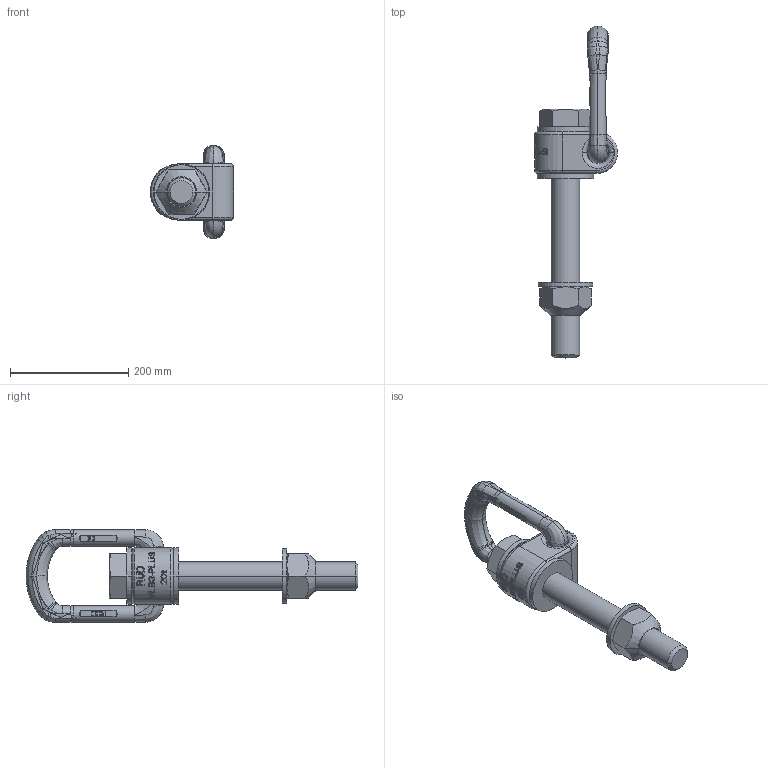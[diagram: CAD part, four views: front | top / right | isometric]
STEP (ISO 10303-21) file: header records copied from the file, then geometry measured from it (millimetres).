
FILE_DESCRIPTION((''),'2;1');
FILE_NAME('001-M34393-P-30_ASM','2019-02-06T',('anja.joas'),(''),'PRO/ENGINEER BY PARAMETRIC TECHNOLOGY CORPORATION, 2011490','PRO/ENGINEER BY PARAMETRIC TECHNOLOGY CORPORATION, 2011490','');
FILE_SCHEMA(('CONFIG_CONTROL_DESIGN'));
Length unit declared in the file: millimetre
Products named in the file (6): 001-M34393-P-10; 001-M31223-P-30; 001-M31126-P-20; 001-M31624-V10; 001-M31328-V19; 001-M34393-P-30_ASM
Assembly tree (5 placements, depth 2):
  001-M34393-P-30_ASM
    001-M34393-P-10
    001-M31223-P-30
    001-M31126-P-20
    001-M31624-V10
    001-M31328-V19
Bounding box: 140.5 x 560.5 x 156 mm (x, y, z)
Volume: 2165351.8 mm3; surface area: 259086.7 mm2
Topology: 5 solids, 5 shells, 963 faces, 2783 edges, 1878 vertices
Faces by surface type: plane 745, cylinder 94, bspline 84, cone 20, torus 16, extrusion 4
Entity records: 39444 total; most frequent: CARTESIAN_POINT 15555, ORIENTED_EDGE 5566, DIRECTION 4072, EDGE_CURVE 2783, VERTEX_POINT 1878, VECTOR 1492, LINE 1488, AXIS2_PLACEMENT_3D 1290
